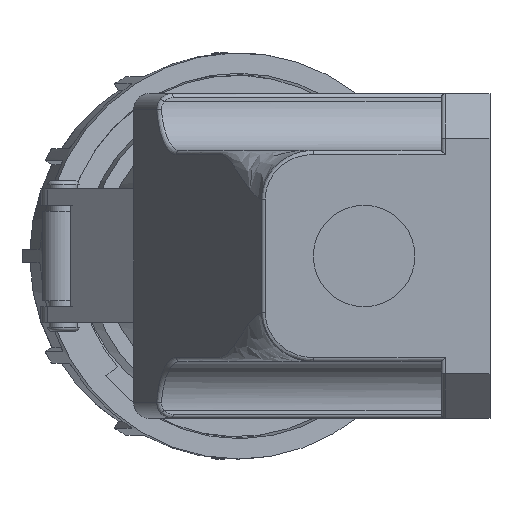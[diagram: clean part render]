
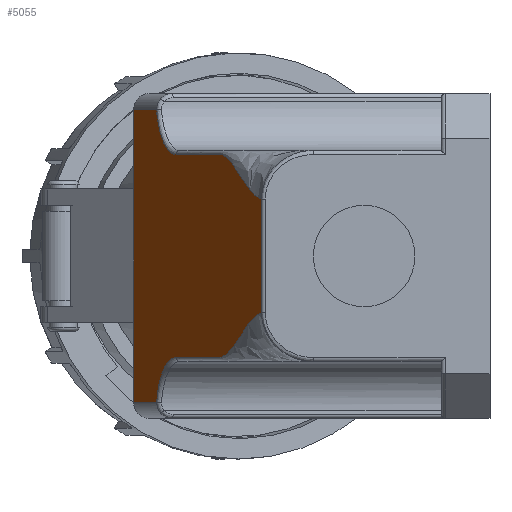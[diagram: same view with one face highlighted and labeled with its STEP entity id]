
A CAD part, left-side view. The second image highlights one B-rep face of the part: STEP entity #5055.
In plain terms, the highlighted planar face has unit normal (-0.369, 0.929, 0).
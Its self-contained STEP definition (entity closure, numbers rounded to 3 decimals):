
#297 = CARTESIAN_POINT ( 'NONE',  ( 0.631, 56.251, 14.018 ) ) ;
#1287 = CARTESIAN_POINT ( 'NONE',  ( 9.36, 59.719, -14.511 ) ) ;
#1537 = VECTOR ( 'NONE', #10612, 1000. ) ;
#1715 = ORIENTED_EDGE ( 'NONE', *, *, #20279, .T. ) ;
#1843 = VERTEX_POINT ( 'NONE', #6767 ) ;
#2048 = VERTEX_POINT ( 'NONE', #297 ) ;
#2233 = CARTESIAN_POINT ( 'NONE',  ( 79.922, 87.757, -36. ) ) ;
#3014 = CARTESIAN_POINT ( 'NONE',  ( 59.915, 79.807, -25. ) ) ;
#3537 = CARTESIAN_POINT ( 'NONE',  ( 53.638, 77.313, 25. ) ) ;
#3589 = CARTESIAN_POINT ( 'NONE',  ( 65.649, 82.085, 36. ) ) ;
#4282 = EDGE_CURVE ( 'NONE', #16171, #18799, #13951, .T. ) ;
#4736 = CARTESIAN_POINT ( 'NONE',  ( 44.699, 73.761, 25. ) ) ;
#5055 = ADVANCED_FACE ( 'NONE', ( #17890 ), #7364, .F. ) ;
#5400 = AXIS2_PLACEMENT_3D ( 'NONE', #7012, #17422, #21342 ) ;
#5495 = CARTESIAN_POINT ( 'NONE',  ( 64.683, 81.702, 29.367 ) ) ;
#6665 = ORIENTED_EDGE ( 'NONE', *, *, #9390, .T. ) ;
#6679 = CARTESIAN_POINT ( 'NONE',  ( 64.962, 81.812, -36. ) ) ;
#6767 = CARTESIAN_POINT ( 'NONE',  ( 79.922, 87.757, 36. ) ) ;
#6941 = CARTESIAN_POINT ( 'NONE',  ( 0.631, 56.251, -14.018 ) ) ;
#7012 = CARTESIAN_POINT ( 'NONE',  ( 0., 56., 40. ) ) ;
#7065 = CARTESIAN_POINT ( 'NONE',  ( 26.819, 66.657, -25. ) ) ;
#7124 = VERTEX_POINT ( 'NONE', #3589 ) ;
#7348 = CARTESIAN_POINT ( 'NONE',  ( 53.638, 77.313, -25. ) ) ;
#7364 = PLANE ( 'NONE',  #5400 ) ;
#8838 = ORIENTED_EDGE ( 'NONE', *, *, #17628, .T. ) ;
#8971 = CARTESIAN_POINT ( 'NONE',  ( 53.638, 77.313, 25. ) ) ;
#9075 = ORIENTED_EDGE ( 'NONE', *, *, #20984, .T. ) ;
#9188 = VECTOR ( 'NONE', #9794, 1000. ) ;
#9289 = LINE ( 'NONE', #21620, #17989 ) ;
#9390 = EDGE_CURVE ( 'NONE', #21718, #7124, #15004, .T. ) ;
#9521 = VERTEX_POINT ( 'NONE', #7348 ) ;
#9794 = DIRECTION ( 'NONE',  ( 0.929, 0.369, 0. ) ) ;
#9946 = CARTESIAN_POINT ( 'NONE',  ( 53.638, 77.313, 25. ) ) ;
#10059 = CARTESIAN_POINT ( 'NONE',  ( 64.683, 81.702, -29.367 ) ) ;
#10152 = EDGE_CURVE ( 'NONE', #7124, #1843, #11754, .T. ) ;
#10171 = CARTESIAN_POINT ( 'NONE',  ( 9.36, 59.719, 14.511 ) ) ;
#10425 = CARTESIAN_POINT ( 'NONE',  ( 35.759, 70.209, -25. ) ) ;
#10472 = ORIENTED_EDGE ( 'NONE', *, *, #10152, .T. ) ;
#10612 = DIRECTION ( 'NONE',  ( -0.929, -0.369, 0. ) ) ;
#10795 = DIRECTION ( 'NONE',  ( 0., 0., -1. ) ) ;
#11471 = B_SPLINE_CURVE_WITH_KNOTS ( 'NONE', 3,
 ( #22772, #15621, #10425, #7065, #15516, #1287, #6941 ),
 .UNSPECIFIED., .F., .F.,
 ( 4, 3, 4 ),
 ( -0.13, -0.101, -0.073 ),
 .UNSPECIFIED. ) ;
#11473 = CARTESIAN_POINT ( 'NONE',  ( 0.631, 56.251, -14.018 ) ) ;
#11754 = LINE ( 'NONE', #18793, #9188 ) ;
#12398 = ORIENTED_EDGE ( 'NONE', *, *, #4282, .T. ) ;
#12558 = CARTESIAN_POINT ( 'NONE',  ( 65.649, 82.085, 36. ) ) ;
#12626 = CARTESIAN_POINT ( 'NONE',  ( 65.649, 82.085, -36. ) ) ;
#12819 = VECTOR ( 'NONE', #13140, 1000. ) ;
#12921 = LINE ( 'NONE', #18441, #12819 ) ;
#13018 = VERTEX_POINT ( 'NONE', #11473 ) ;
#13140 = DIRECTION ( 'NONE',  ( 0., 0., 1. ) ) ;
#13401 = EDGE_CURVE ( 'NONE', #2048, #21718, #18808, .T. ) ;
#13531 = CARTESIAN_POINT ( 'NONE',  ( 26.819, 66.657, 25. ) ) ;
#13863 = CARTESIAN_POINT ( 'NONE',  ( 65.649, 82.085, -36. ) ) ;
#13951 = LINE ( 'NONE', #6679, #1537 ) ;
#14853 = EDGE_LOOP ( 'NONE', ( #1715, #9075, #20806, #6665, #10472, #21013, #12398, #8838 ) ) ;
#15004 =( BOUNDED_CURVE ( )  B_SPLINE_CURVE ( 3, ( #3537, #15560, #5495, #12558 ),
 .UNSPECIFIED., .F., .F. ) 
 B_SPLINE_CURVE_WITH_KNOTS ( ( 4, 4 ),
 ( 4.712, 6.129 ),
 .UNSPECIFIED. ) 
 CURVE ( )  GEOMETRIC_REPRESENTATION_ITEM ( )  RATIONAL_B_SPLINE_CURVE ( ( 1., 0.84, 0.84, 1. ) ) 
 REPRESENTATION_ITEM ( '' )  );
#15516 = CARTESIAN_POINT ( 'NONE',  ( 18.09, 63.188, -25. ) ) ;
#15560 = CARTESIAN_POINT ( 'NONE',  ( 59.915, 79.807, 25. ) ) ;
#15621 = CARTESIAN_POINT ( 'NONE',  ( 44.699, 73.761, -25. ) ) ;
#16171 = VERTEX_POINT ( 'NONE', #2233 ) ;
#17220 = CARTESIAN_POINT ( 'NONE',  ( 53.638, 77.313, -25. ) ) ;
#17422 = DIRECTION ( 'NONE',  ( 0.369, -0.929, 0. ) ) ;
#17508 =( BOUNDED_CURVE ( )  B_SPLINE_CURVE ( 3, ( #13863, #10059, #3014, #17220 ),
 .UNSPECIFIED., .F., .F. ) 
 B_SPLINE_CURVE_WITH_KNOTS ( ( 4, 4 ),
 ( 3.296, 4.712 ),
 .UNSPECIFIED. ) 
 CURVE ( )  GEOMETRIC_REPRESENTATION_ITEM ( )  RATIONAL_B_SPLINE_CURVE ( ( 1., 0.84, 0.84, 1. ) ) 
 REPRESENTATION_ITEM ( '' )  );
#17628 = EDGE_CURVE ( 'NONE', #18799, #9521, #17508, .T. ) ;
#17890 = FACE_OUTER_BOUND ( 'NONE', #14853, .T. ) ;
#17989 = VECTOR ( 'NONE', #10795, 1000. ) ;
#18441 = CARTESIAN_POINT ( 'NONE',  ( 0.631, 56.251, 40. ) ) ;
#18793 = CARTESIAN_POINT ( 'NONE',  ( 0., 56., 36. ) ) ;
#18799 = VERTEX_POINT ( 'NONE', #12626 ) ;
#18808 = B_SPLINE_CURVE_WITH_KNOTS ( 'NONE', 3,
 ( #20683, #10171, #22650, #13531, #20560, #4736, #9946 ),
 .UNSPECIFIED., .F., .F.,
 ( 4, 3, 4 ),
 ( 0.001, 0.029, 0.058 ),
 .UNSPECIFIED. ) ;
#20279 = EDGE_CURVE ( 'NONE', #9521, #13018, #11471, .T. ) ;
#20560 = CARTESIAN_POINT ( 'NONE',  ( 35.759, 70.209, 25. ) ) ;
#20683 = CARTESIAN_POINT ( 'NONE',  ( 0.631, 56.251, 14.018 ) ) ;
#20806 = ORIENTED_EDGE ( 'NONE', *, *, #13401, .T. ) ;
#20984 = EDGE_CURVE ( 'NONE', #13018, #2048, #12921, .T. ) ;
#21013 = ORIENTED_EDGE ( 'NONE', *, *, #22143, .T. ) ;
#21342 = DIRECTION ( 'NONE',  ( 0.929, 0.369, 0. ) ) ;
#21620 = CARTESIAN_POINT ( 'NONE',  ( 79.922, 87.757, 40. ) ) ;
#21718 = VERTEX_POINT ( 'NONE', #8971 ) ;
#22143 = EDGE_CURVE ( 'NONE', #1843, #16171, #9289, .T. ) ;
#22650 = CARTESIAN_POINT ( 'NONE',  ( 18.09, 63.188, 25. ) ) ;
#22772 = CARTESIAN_POINT ( 'NONE',  ( 53.638, 77.313, -25. ) ) ;
